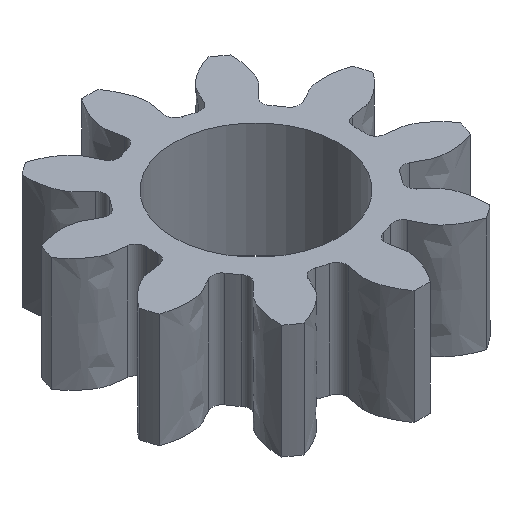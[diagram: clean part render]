
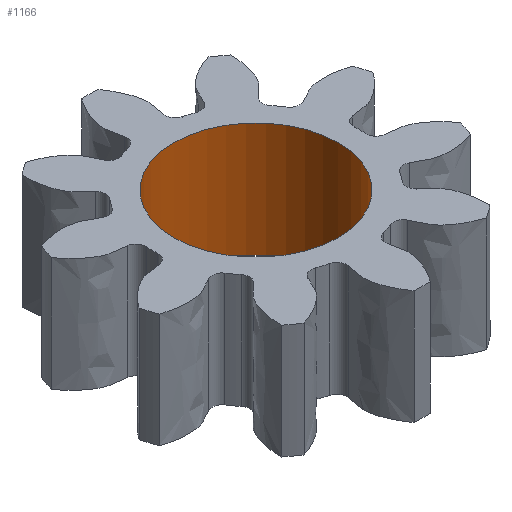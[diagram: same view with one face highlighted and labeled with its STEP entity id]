
A CAD part, isometric view. The second image highlights one B-rep face of the part: STEP entity #1166.
In plain terms, the highlighted cylindrical face has radius 3.6 mm (diameter 7.2 mm), a full revolution.
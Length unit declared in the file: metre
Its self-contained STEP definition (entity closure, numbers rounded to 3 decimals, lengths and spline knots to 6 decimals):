
#52=CIRCLE('',#1261,0.0036);
#53=CIRCLE('',#1262,0.0036);
#115=CYLINDRICAL_SURFACE('',#1260,0.0036);
#417=ORIENTED_EDGE('',*,*,#765,.T.);
#418=ORIENTED_EDGE('',*,*,#766,.F.);
#765=EDGE_CURVE('',#931,#931,#52,.T.);
#766=EDGE_CURVE('',#932,#932,#53,.T.);
#931=VERTEX_POINT('',#3090);
#932=VERTEX_POINT('',#3092);
#1014=EDGE_LOOP('',(#417));
#1015=EDGE_LOOP('',(#418));
#1080=FACE_BOUND('',#1014,.T.);
#1081=FACE_BOUND('',#1015,.T.);
#1166=ADVANCED_FACE('',(#1080,#1081),#115,.F.);
#1260=AXIS2_PLACEMENT_3D('',#3088,#1504,#1505);
#1261=AXIS2_PLACEMENT_3D('',#3089,#1506,#1507);
#1262=AXIS2_PLACEMENT_3D('',#3091,#1508,#1509);
#1504=DIRECTION('',(0.,0.,-1.));
#1505=DIRECTION('',(-1.,0.,0.));
#1506=DIRECTION('',(0.,0.,1.));
#1507=DIRECTION('',(1.,0.,0.));
#1508=DIRECTION('',(0.,0.,1.));
#1509=DIRECTION('',(1.,0.,0.));
#3088=CARTESIAN_POINT('',(-0.000375,0.03495,0.006795));
#3089=CARTESIAN_POINT('',(-0.000375,0.03495,0.006795));
#3090=CARTESIAN_POINT('',(0.003225,0.03495,0.006795));
#3091=CARTESIAN_POINT('',(-0.000375,0.03495,0.001795));
#3092=CARTESIAN_POINT('',(0.003225,0.03495,0.001795));
